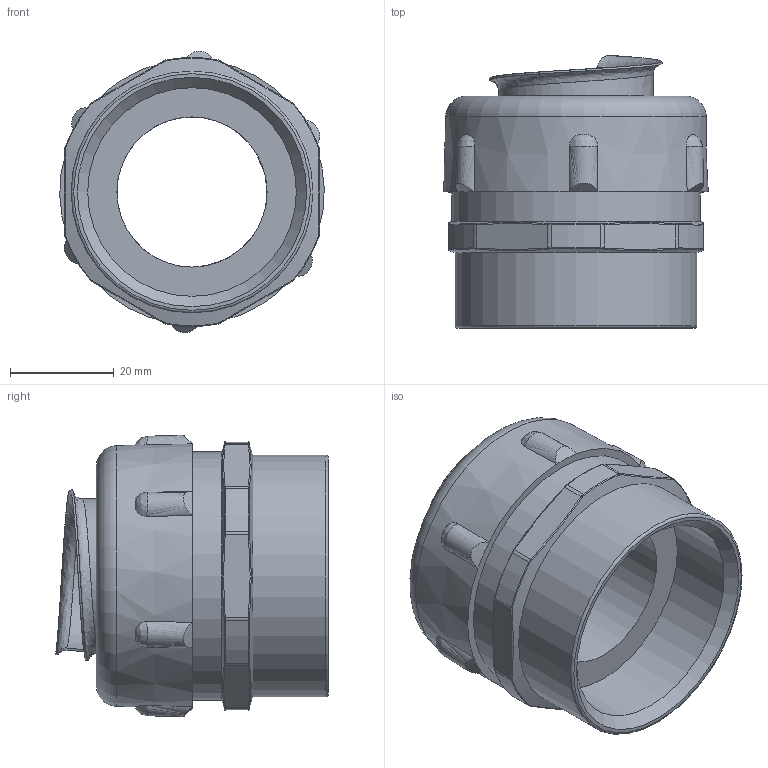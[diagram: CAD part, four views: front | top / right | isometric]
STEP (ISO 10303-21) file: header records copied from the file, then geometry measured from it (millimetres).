
FILE_DESCRIPTION(/* description */ (''),/* implementation_level */ '2;1');
FILE_NAME(/* name */ '',/* time_stamp */ '2025-06-20T13:55:05+07:00',/* author */ ('zeta-82'),/* organization */ (''),/* preprocessor_version */ 'ST-DEVELOPER v19.2',/* originating_system */ 'Autodesk Inventor 2024',/* authorisation */ '');
FILE_SCHEMA (('AUTOMOTIVE_DESIGN { 1 0 10303 214 3 1 1 }'));
Length unit declared in the file: millimetre
Products named in the file (1): ЗЭТА.105.221.000 РКв
Bounding box: 51.08 x 52.68 x 54.33 mm (x, y, z)
Volume: 38647.2 mm3; surface area: 20020.4 mm2
Topology: 1 solids, 2 shells, 127 faces, 310 edges, 190 vertices
Faces by surface type: bspline 57, cylinder 27, torus 17, plane 15, cone 11
Full cylindrical faces by diameter (mm): 29 x1, 29.8 x1, 36.5 x1, 40 x1, 40.3 x1, 42.5 x1, 46.7 x1, 48 x1
Entity records: 6429 total; most frequent: CARTESIAN_POINT 3596, ORIENTED_EDGE 620, DIRECTION 439, EDGE_CURVE 310, AXIS2_PLACEMENT_3D 200, VERTEX_POINT 190, B_SPLINE_CURVE_WITH_KNOTS 142, EDGE_LOOP 134
